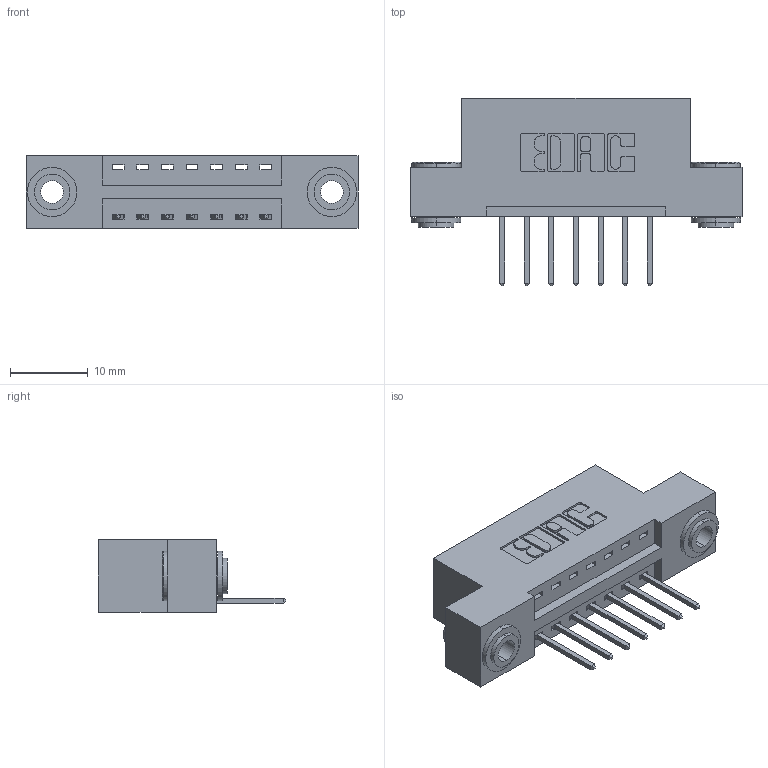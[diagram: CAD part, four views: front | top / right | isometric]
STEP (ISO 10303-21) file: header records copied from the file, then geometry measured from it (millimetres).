
FILE_DESCRIPTION (( 'STEP AP203' ), '1' );
FILE_NAME ('346-007-526-103.STEP', '2018-08-17T03:53:13', ( '' ), ( '' ), 'SwSTEP 2.0', 'SolidWorks 2016', '' );
FILE_SCHEMA (( 'CONFIG_CONTROL_DESIGN' ));
Length unit declared in the file: inch
Products named in the file (4): 346 Part_Flush Mounting Lugs - 0.156 Dia-TH; 345-292-001_345-293-126; 345-250-002_345-250-002-102; 346-007-526-103
Assembly tree (10 placements, depth 2):
  346-007-526-103
    346 Part_Flush Mounting Lugs - 0.156 Dia-TH
    345-292-001_345-293-126  x7
    345-250-002_345-250-002-102  x2
Bounding box: 42.8 x 24.13 x 9.4 mm (x, y, z)
Volume: 3869.5 mm3; surface area: 4671 mm2
Topology: 10 solids, 10 shells, 566 faces, 1637 edges, 1078 vertices
Faces by surface type: plane 366, cylinder 192, cone 8
Entity records: 9724 total; most frequent: CARTESIAN_POINT 1656, ORIENTED_EDGE 1590, DIRECTION 1535, EDGE_CURVE 795, LINE 611, VECTOR 611, VERTEX_POINT 526, AXIS2_PLACEMENT_3D 462
